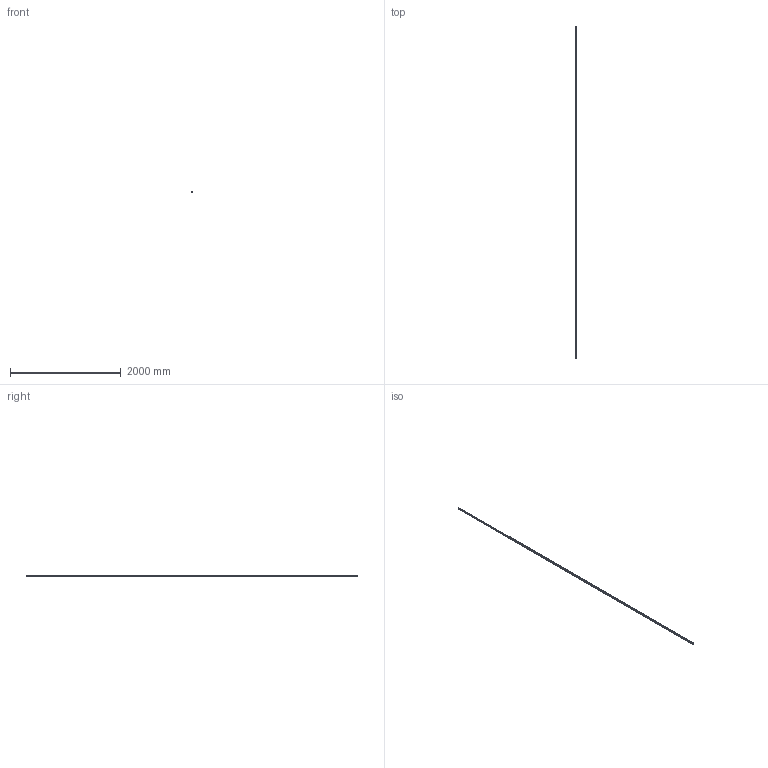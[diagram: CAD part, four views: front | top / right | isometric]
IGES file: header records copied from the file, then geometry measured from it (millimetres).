
Start section:  PTC IGES file: S0766609003.igs
Global section: file name: S0766609003.igs; native system: Pro/ENGINEER by Parametric Technology Corporation; preprocessor: 2010020; author: RCRU51; organization: Rex Nord Marbet spa; date: 20100616.112417; units: millimetre
Bounding box: 30.49 x 6000 x 31.75 mm (x, y, z)
Surface area: 1167803.8 mm2 (no closed solid volume)
Topology: 0 solids, 0 shells, 26 faces, 132 edges, 132 vertices
Faces by surface type: bspline 22, revolution 4
